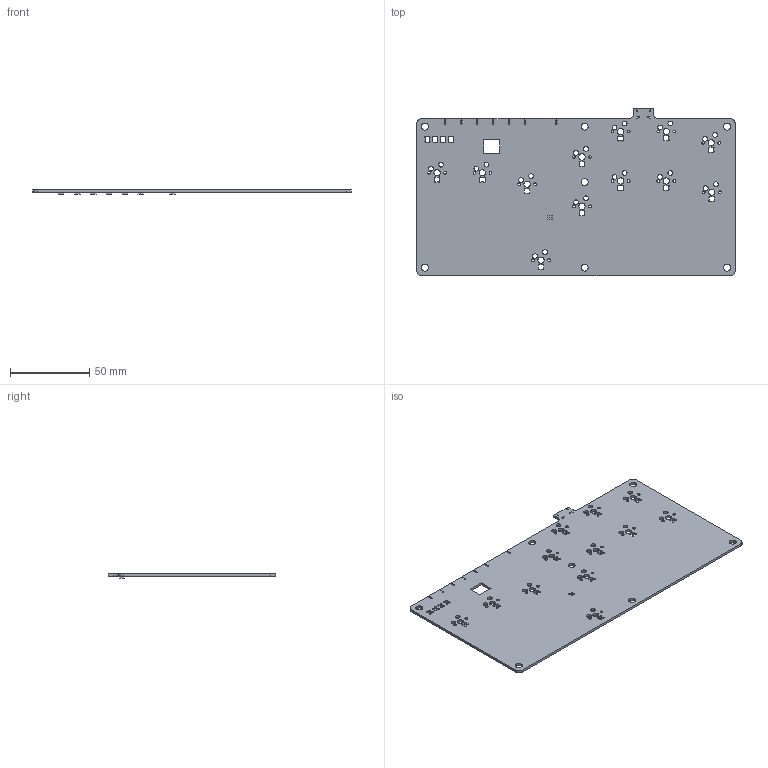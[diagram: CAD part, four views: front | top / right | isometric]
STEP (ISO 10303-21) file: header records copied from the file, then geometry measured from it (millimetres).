
FILE_DESCRIPTION(('KiCad electronic assembly'),'2;1');
FILE_NAME('2.0.step','2022-01-10T17:06:16',('Pcbnew'),('Kicad'), 'Open CASCADE STEP processor 7.5','KiCad to STEP converter','Unknown' );
FILE_SCHEMA(('AUTOMOTIVE_DESIGN { 1 0 10303 214 1 1 1 1 }'));
Length unit declared in the file: millimetre
Products named in the file (4): 2.0 1; EVQ-P7C01P; COMPOUND; 2.0 PCB
Assembly tree (9 placements, depth 3):
  2.0 1
    EVQ-P7C01P  x7
      COMPOUND
    2.0 PCB
Bounding box: 201 x 105.6 x 2.8 mm (x, y, z)
Volume: 30889.2 mm3; surface area: 41360.3 mm2
Topology: 64 solids, 64 shells, 678 faces, 1650 edges, 1100 vertices
Faces by surface type: cylinder 298, bspline 294, plane 86
Full cylindrical faces by diameter (mm): 0.35 x9, 0.65 x2, 0.9 x14, 1.702 x24, 3 x24, 3.988 x12, 4.4 x7
Entity records: 32328 total; most frequent: CARTESIAN_POINT 8988, DIRECTION 4226, ORIENTED_EDGE 2436, PCURVE 2436, DEFINITIONAL_REPRESENTATION 2436, LINE 2246, VECTOR 2246, EDGE_CURVE 1218
